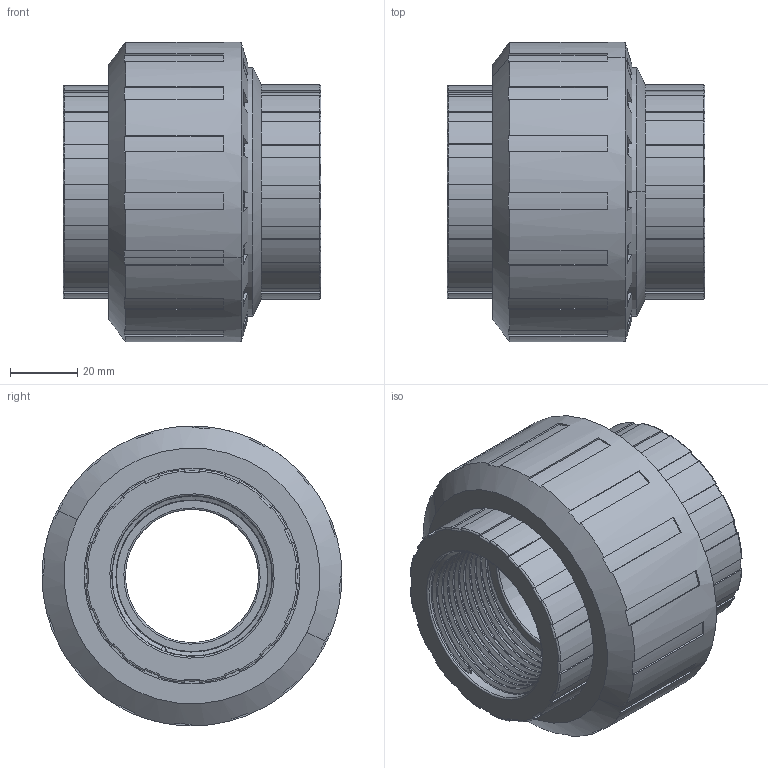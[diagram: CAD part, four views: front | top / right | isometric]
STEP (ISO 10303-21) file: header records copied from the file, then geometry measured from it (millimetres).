
FILE_DESCRIPTION (( 'STEP AP203' ), '1' );
FILE_NAME ('00290_1111.STEP', '2017-05-17T13:35:14', ( '' ), ( '' ), 'SwSTEP 2.0', 'SolidWorks 2011', '' );
FILE_SCHEMA (( 'CONFIG_CONTROL_DESIGN' ));
Length unit declared in the file: millimetre
Products named in the file (5): 00290_1111; 8052328_14; 00291_1111; 00292_1111; 00293_1111
Assembly tree (4 placements, depth 2):
  00290_1111
    00292_1111
    00291_1111
    00293_1111
    8052328_14
Bounding box: 76.6 x 89 x 89 mm (x, y, z)
Volume: 232827.2 mm3; surface area: 82149 mm2
Topology: 4 solids, 4 shells, 505 faces, 1419 edges, 917 vertices
Faces by surface type: plane 191, cylinder 173, torus 92, cone 33, bspline 16
Entity records: 29637 total; most frequent: CARTESIAN_POINT 16948, ORIENTED_EDGE 2820, DIRECTION 2347, EDGE_CURVE 1410, AXIS2_PLACEMENT_3D 924, VERTEX_POINT 917, EDGE_LOOP 517, FACE_OUTER_BOUND 505
